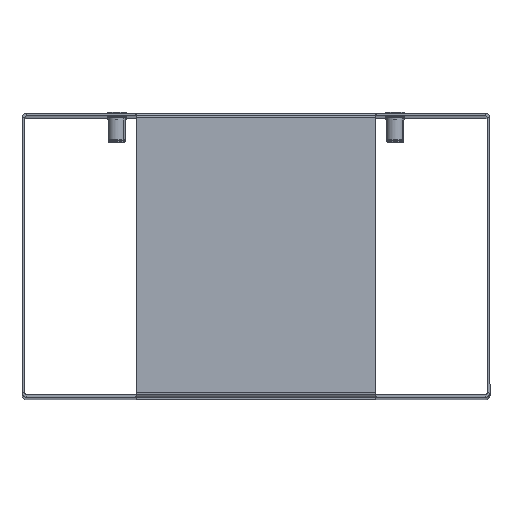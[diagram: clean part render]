
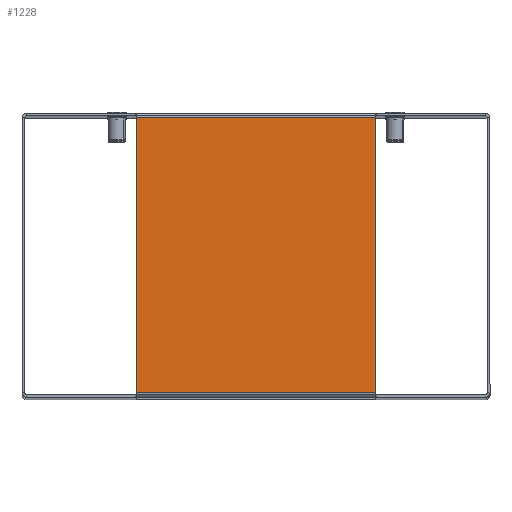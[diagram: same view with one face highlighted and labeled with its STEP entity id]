
A CAD part, top view. The second image highlights one B-rep face of the part: STEP entity #1228.
In plain terms, the highlighted face is planar.
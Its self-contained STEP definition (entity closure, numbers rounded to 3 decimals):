
#82 = ORIENTED_EDGE ( 'NONE', *, *, #194, .T. ) ;
#112 = LINE ( 'NONE', #2169, #868 ) ;
#194 = EDGE_CURVE ( 'NONE', #256, #2282, #816, .T. ) ;
#250 = ORIENTED_EDGE ( 'NONE', *, *, #1076, .F. ) ;
#256 = VERTEX_POINT ( 'NONE', #1050 ) ;
#355 = PLANE ( 'NONE',  #1269 ) ;
#368 = DIRECTION ( 'NONE',  ( 0., 0., -1. ) ) ;
#408 = CARTESIAN_POINT ( 'NONE',  ( 126.2, 2.5, -1.5 ) ) ;
#433 = EDGE_CURVE ( 'NONE', #907, #2282, #2450, .T. ) ;
#681 = VECTOR ( 'NONE', #1028, 1000. ) ;
#816 = LINE ( 'NONE', #1973, #681 ) ;
#856 = DIRECTION ( 'NONE',  ( 0., -1., 0. ) ) ;
#868 = VECTOR ( 'NONE', #856, 1000. ) ;
#907 = VERTEX_POINT ( 'NONE', #408 ) ;
#944 = CARTESIAN_POINT ( 'NONE',  ( 0., 0., -1.5 ) ) ;
#1028 = DIRECTION ( 'NONE',  ( 1., 0., 0. ) ) ;
#1050 = CARTESIAN_POINT ( 'NONE',  ( 0., 147.5, -1.5 ) ) ;
#1076 = EDGE_CURVE ( 'NONE', #256, #2394, #112, .T. ) ;
#1089 = FACE_OUTER_BOUND ( 'NONE', #2418, .T. ) ;
#1228 = ADVANCED_FACE ( 'NONE', ( #1089 ), #355, .T. ) ;
#1269 = AXIS2_PLACEMENT_3D ( 'NONE', #944, #368, #1869 ) ;
#1338 = CARTESIAN_POINT ( 'NONE',  ( 126.2, 147.5, -1.5 ) ) ;
#1519 = CARTESIAN_POINT ( 'NONE',  ( 126.2, 2.5, -1.5 ) ) ;
#1529 = VECTOR ( 'NONE', #1727, 1000. ) ;
#1551 = DIRECTION ( 'NONE',  ( 0., 1., 0. ) ) ;
#1727 = DIRECTION ( 'NONE',  ( -1., 0., 0. ) ) ;
#1762 = EDGE_CURVE ( 'NONE', #907, #2394, #2096, .T. ) ;
#1869 = DIRECTION ( 'NONE',  ( -1., 0., 0. ) ) ;
#1973 = CARTESIAN_POINT ( 'NONE',  ( 0., 147.5, -1.5 ) ) ;
#2039 = ORIENTED_EDGE ( 'NONE', *, *, #433, .F. ) ;
#2096 = LINE ( 'NONE', #1519, #1529 ) ;
#2117 = VECTOR ( 'NONE', #1551, 1000. ) ;
#2169 = CARTESIAN_POINT ( 'NONE',  ( 0., 0., -1.5 ) ) ;
#2282 = VERTEX_POINT ( 'NONE', #1338 ) ;
#2302 = CARTESIAN_POINT ( 'NONE',  ( 126.2, 0., -1.5 ) ) ;
#2303 = CARTESIAN_POINT ( 'NONE',  ( 0., 2.5, -1.5 ) ) ;
#2394 = VERTEX_POINT ( 'NONE', #2303 ) ;
#2412 = ORIENTED_EDGE ( 'NONE', *, *, #1762, .T. ) ;
#2418 = EDGE_LOOP ( 'NONE', ( #2039, #2412, #250, #82 ) ) ;
#2450 = LINE ( 'NONE', #2302, #2117 ) ;
